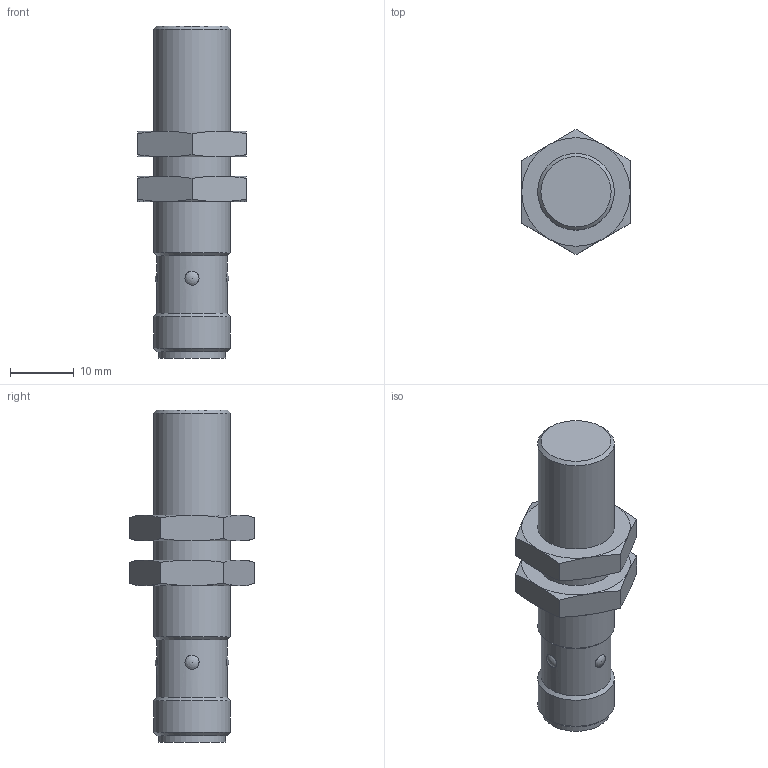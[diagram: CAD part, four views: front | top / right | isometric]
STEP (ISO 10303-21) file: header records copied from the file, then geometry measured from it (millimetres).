
FILE_DESCRIPTION(/* description */ ('STEP AP214'),/* implementation_level */ '2;1');
FILE_NAME(/* name */ '553541_SIEF-M12B-PS-S-L',/* time_stamp */ '2024-09-11T13:29:30+02:00',/* author */ ('License CC BY-ND 4.0'),/* organization */ ('CADENAS'),/* preprocessor_version */ 'ST-DEVELOPER v19.3',/* originating_system */ 'PARTsolutions',/* authorisation */ ' ');
FILE_SCHEMA (('AUTOMOTIVE_DESIGN {1 0 10303 214 3 1 1}'));
Length unit declared in the file: millimetre
Products named in the file (3): 553541 SIEF-M12B-PS-S-L; 553541 SIEF-M12B-PS-S-L_1; Sensor Mutter_M12x1
Assembly tree (3 placements, depth 2):
  553541 SIEF-M12B-PS-S-L
    553541 SIEF-M12B-PS-S-L_1
    Sensor Mutter_M12x1  x2
Bounding box: 17 x 19.63 x 52 mm (x, y, z)
Volume: 6897.3 mm3; surface area: 3454.5 mm2
Topology: 3 solids, 3 shells, 65 faces, 144 edges, 85 vertices
Faces by surface type: cone 32, plane 19, cylinder 10, sphere 4
Full cylindrical faces by diameter (mm): 2.2 x4, 10.5 x1, 10.917 x2, 11 x1, 12 x2
Entity records: 1101 total; most frequent: CARTESIAN_POINT 268, DIRECTION 158, ORIENTED_EDGE 128, AXIS2_PLACEMENT_3D 76, EDGE_CURVE 64, EDGE_LOOP 64, FACE_BOUND 64, VERTEX_POINT 46
